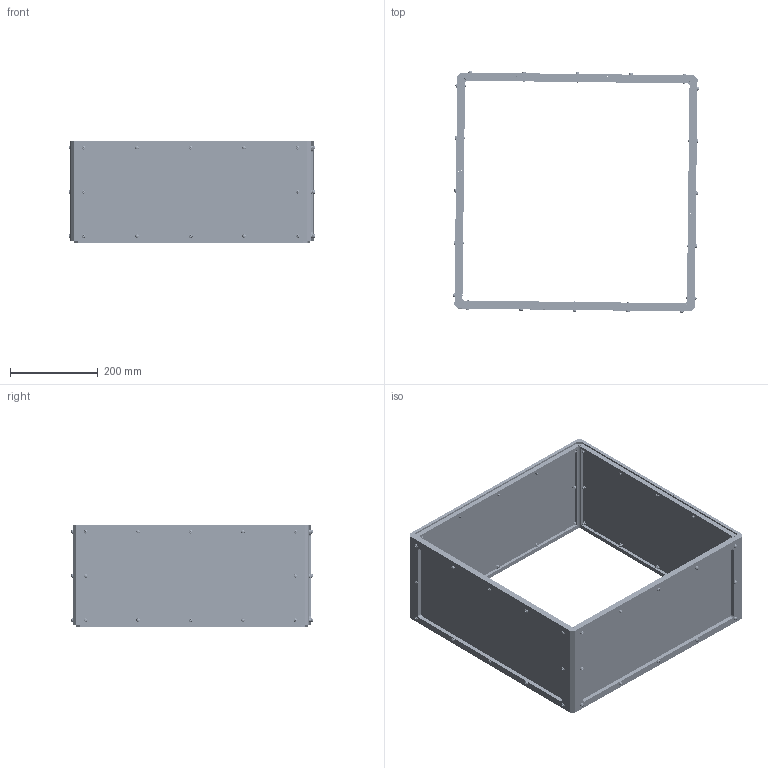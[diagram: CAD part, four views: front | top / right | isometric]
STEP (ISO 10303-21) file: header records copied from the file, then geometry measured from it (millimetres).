
FILE_DESCRIPTION(/* description */ (''),/* implementation_level */ '2;1');
FILE_NAME(/* name */ 'Assembly tophat bolted V1.stp',/* time_stamp */ '2024-09-14T22:49:41+02:00',/* author */ ('augus'),/* organization */ (''),/* preprocessor_version */ 'ST-DEVELOPER v20',/* originating_system */ 'Autodesk Inventor 2024',/* authorisation */ '');
FILE_SCHEMA (('AUTOMOTIVE_DESIGN { 1 0 10303 214 3 1 1 }'));
Products named in the file (22): Assembly tophat bolted; RB; LF; RB_1; RF; LB; LF_1; RB_2; RF_1; LB_1; LF_2; RB_3; RF_2; INSERT 3d; NF E 25-107 - M3 x 30; NF E 25-107 - M3 x 12; NF E 25-107 - M3 x 20; side panels; front panel; ISO 7045 - M4 x 20 - 4.8 - Z; ISO 7089 - 4; ISO 4032 - M4
Assembly tree (228 placements, depth 2):
  Assembly tophat bolted
    RB
    LF
    RB_1
    RF
    INSERT 3d  x8
    LB
    LF_1
    RB_2
    RF_1
    NF E 25-107 - M3 x 20  x7
    LB_1
    LF_2
    RB_3
    RF_2
    NF E 25-107 - M3 x 30  x4
    NF E 25-107 - M3 x 12
    side panels  x2
    front panel  x2
    ISO 7089 - 4  x96
    ISO 7045 - M4 x 20 - 4.8 - Z  x48
    ISO 4032 - M4  x48
Bounding box: 560.14 x 550.26 x 232.15 mm (x, y, z)
Volume: 2805289.3 mm3; surface area: 1336473.1 mm2
Topology: 243 solids, 243 shells, 5527 faces, 14415 edges, 9416 vertices
Faces by surface type: plane 2666, cylinder 1365, cone 1032, torus 240, bspline 176, sphere 48
Full cylindrical faces by diameter (mm): 2.387 x12, 2.5 x8, 3 x12, 3.242 x48, 3.4 x12, 3.621 x48, 3.92 x8, 4 x112, 4.3 x96, 4.5 x48, 5.2 x12, 9 x96
Entity records: 51335 total; most frequent: CARTESIAN_POINT 15161, ORIENTED_EDGE 7146, DIRECTION 7008, EDGE_CURVE 3573, LINE 2356, VECTOR 2356, VERTEX_POINT 2349, AXIS2_PLACEMENT_3D 2326
